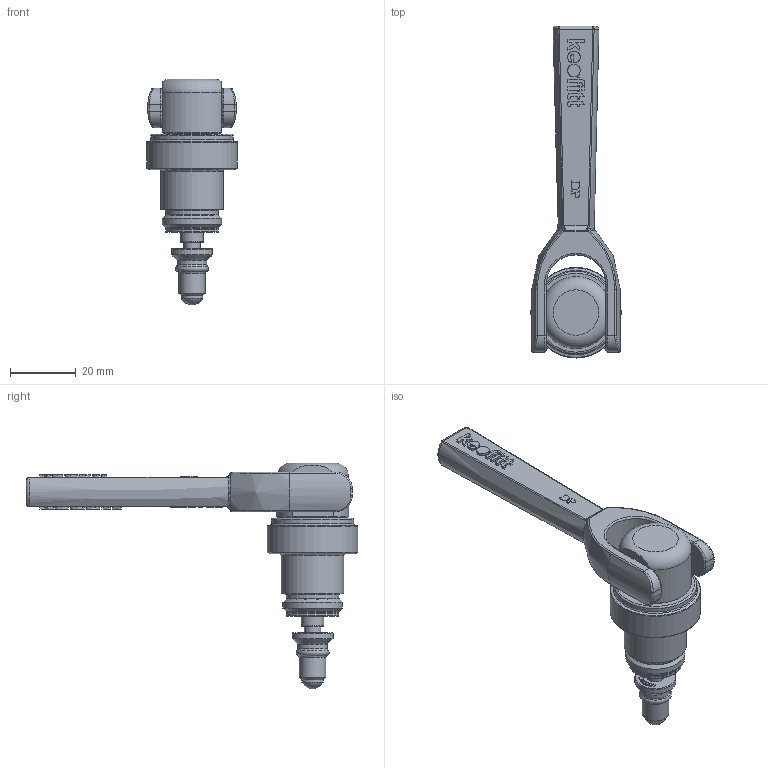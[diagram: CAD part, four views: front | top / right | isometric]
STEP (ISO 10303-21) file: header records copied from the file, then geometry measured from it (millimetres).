
FILE_DESCRIPTION(/* description */ (''),/* implementation_level */ '2;1');
FILE_NAME(/* name */ '440043E.stp',/* time_stamp */ '2025-10-03T08:32:35+02:00',/* author */ ('mbs'),/* organization */ (''),/* preprocessor_version */ 'ST-DEVELOPER v20',/* originating_system */ 'Autodesk Inventor 2024',/* authorisation */ '');
FILE_SCHEMA (('AUTOMOTIVE_DESIGN { 1 0 10303 214 3 1 1 }'));
Length unit declared in the file: millimetre
Products named in the file (1): 440043E
Bounding box: 27.5 x 100.75 x 68.48 mm (x, y, z)
Volume: 28432.3 mm3; surface area: 10659.8 mm2
Topology: 2 solids, 2 shells, 536 faces, 1379 edges, 880 vertices
Faces by surface type: plane 229, bspline 197, cylinder 57, torus 36, cone 12, sphere 5
Full cylindrical faces by diameter (mm): 5 x1, 6 x2, 6.5 x1, 6.8 x1, 8 x1, 9 x1, 10 x1, 12.5 x1, 16 x3, 18 x1, 19 x1, 25 x1, 27.5 x1
Entity records: 18764 total; most frequent: CARTESIAN_POINT 6389, ORIENTED_EDGE 2742, DIRECTION 1865, EDGE_CURVE 1371, VERTEX_POINT 880, LINE 735, VECTOR 735, EDGE_LOOP 577
